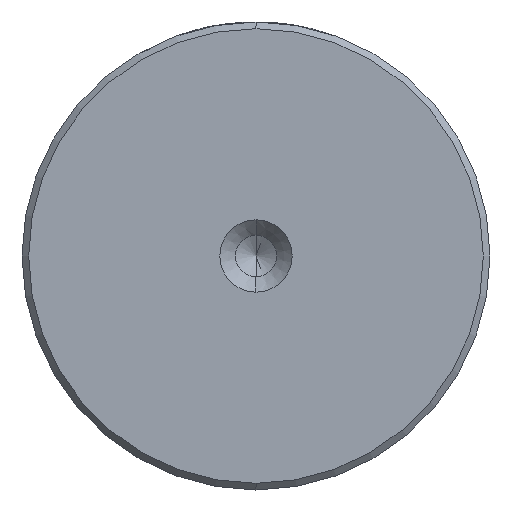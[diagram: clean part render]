
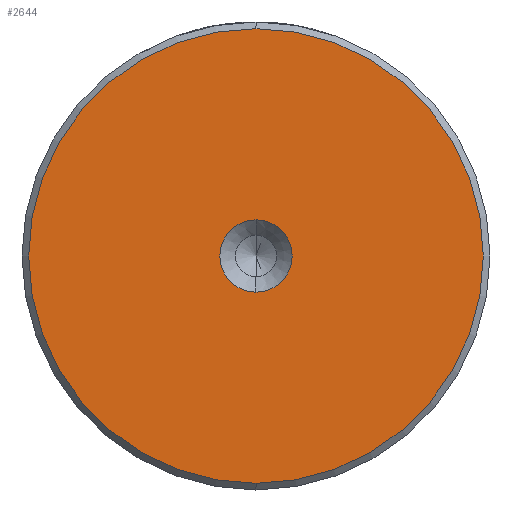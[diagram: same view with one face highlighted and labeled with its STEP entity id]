
A CAD part, left-side view. The second image highlights one B-rep face of the part: STEP entity #2644.
In plain terms, the highlighted planar face has unit normal (-1, 0, 0).
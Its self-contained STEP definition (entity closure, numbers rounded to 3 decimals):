
#182 = EDGE_CURVE ( 'NONE', #2849, #2488, #1325, .T. ) ;
#269 = DIRECTION ( 'NONE',  ( -1., 0., 0. ) ) ;
#315 = DIRECTION ( 'NONE',  ( -1., 0., 0. ) ) ;
#328 = CARTESIAN_POINT ( 'NONE',  ( 0., 0., 0. ) ) ;
#386 = DIRECTION ( 'NONE',  ( -1., 0., 0. ) ) ;
#409 = CARTESIAN_POINT ( 'NONE',  ( 0., 0., -17. ) ) ;
#431 = FACE_BOUND ( 'NONE', #2230, .T. ) ;
#562 = AXIS2_PLACEMENT_3D ( 'NONE', #1760, #386, #1980 ) ;
#568 = VERTEX_POINT ( 'NONE', #1889 ) ;
#569 = DIRECTION ( 'NONE',  ( 0., 0., 1. ) ) ;
#586 = DIRECTION ( 'NONE',  ( -1., 0., 0. ) ) ;
#778 = PLANE ( 'NONE',  #1712 ) ;
#843 = CIRCLE ( 'NONE', #562, 2.7 ) ;
#868 = ORIENTED_EDGE ( 'NONE', *, *, #182, .T. ) ;
#902 = ORIENTED_EDGE ( 'NONE', *, *, #1189, .T. ) ;
#1099 = VERTEX_POINT ( 'NONE', #1637 ) ;
#1189 = EDGE_CURVE ( 'NONE', #2488, #2849, #2316, .T. ) ;
#1325 = CIRCLE ( 'NONE', #1576, 17. ) ;
#1381 = CARTESIAN_POINT ( 'NONE',  ( 0., 0., 17. ) ) ;
#1576 = AXIS2_PLACEMENT_3D ( 'NONE', #1654, #269, #1875 ) ;
#1637 = CARTESIAN_POINT ( 'NONE',  ( 0., 0., -2.7 ) ) ;
#1641 = FACE_OUTER_BOUND ( 'NONE', #2684, .T. ) ;
#1654 = CARTESIAN_POINT ( 'NONE',  ( 0., 0., 0. ) ) ;
#1701 = CARTESIAN_POINT ( 'NONE',  ( 0., 0., 0. ) ) ;
#1712 = AXIS2_PLACEMENT_3D ( 'NONE', #1701, #315, #1921 ) ;
#1724 = EDGE_CURVE ( 'NONE', #568, #1099, #2731, .T. ) ;
#1760 = CARTESIAN_POINT ( 'NONE',  ( 0., 0., 0. ) ) ;
#1785 = EDGE_CURVE ( 'NONE', #1099, #568, #843, .T. ) ;
#1875 = DIRECTION ( 'NONE',  ( 0., 0., 1. ) ) ;
#1889 = CARTESIAN_POINT ( 'NONE',  ( 0., 0., 2.7 ) ) ;
#1921 = DIRECTION ( 'NONE',  ( 0., 0., 1. ) ) ;
#1932 = DIRECTION ( 'NONE',  ( -1., 0., 0. ) ) ;
#1948 = CARTESIAN_POINT ( 'NONE',  ( 0., 0., 0. ) ) ;
#1980 = DIRECTION ( 'NONE',  ( 0., 0., 1. ) ) ;
#2089 = ORIENTED_EDGE ( 'NONE', *, *, #1785, .F. ) ;
#2168 = DIRECTION ( 'NONE',  ( 0., 0., 1. ) ) ;
#2230 = EDGE_LOOP ( 'NONE', ( #2442, #2089 ) ) ;
#2251 = AXIS2_PLACEMENT_3D ( 'NONE', #328, #1932, #569 ) ;
#2316 = CIRCLE ( 'NONE', #2251, 17. ) ;
#2442 = ORIENTED_EDGE ( 'NONE', *, *, #1724, .F. ) ;
#2488 = VERTEX_POINT ( 'NONE', #1381 ) ;
#2607 = AXIS2_PLACEMENT_3D ( 'NONE', #1948, #586, #2168 ) ;
#2644 = ADVANCED_FACE ( 'NONE', ( #1641, #431 ), #778, .T. ) ;
#2684 = EDGE_LOOP ( 'NONE', ( #868, #902 ) ) ;
#2731 = CIRCLE ( 'NONE', #2607, 2.7 ) ;
#2849 = VERTEX_POINT ( 'NONE', #409 ) ;
